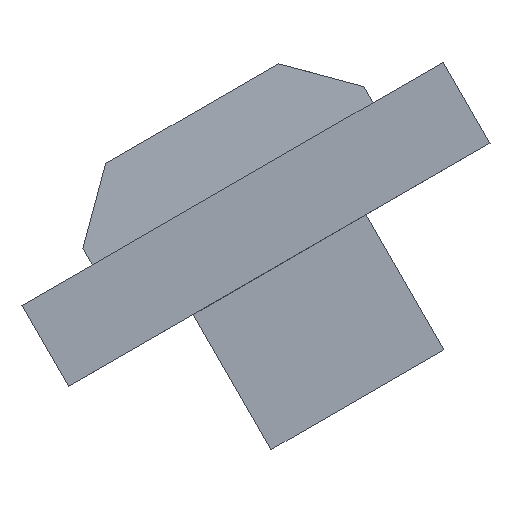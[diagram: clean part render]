
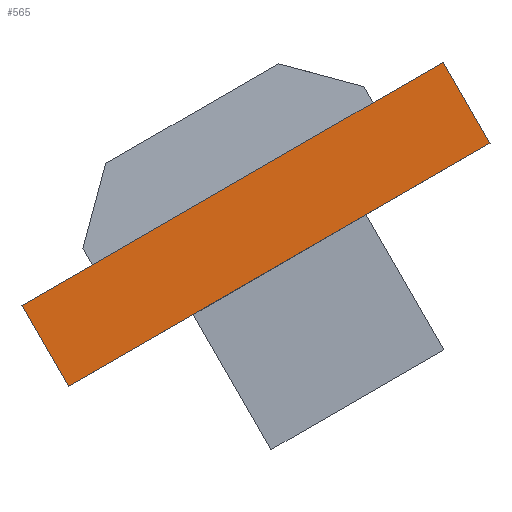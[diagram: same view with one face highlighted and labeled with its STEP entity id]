
A CAD part, front view. The second image highlights one B-rep face of the part: STEP entity #565.
In plain terms, the highlighted planar face has unit normal (0, -1, 0).
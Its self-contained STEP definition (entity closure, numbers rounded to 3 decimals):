
#19=FACE_OUTER_BOUND('',#50,.T.);
#50=EDGE_LOOP('',(#383,#384,#385,#386,#387,#388));
#87=LINE('',#804,#167);
#91=LINE('',#812,#171);
#92=LINE('',#814,#172);
#93=LINE('',#816,#173);
#94=LINE('',#818,#174);
#95=LINE('',#819,#175);
#167=VECTOR('',#654,10.);
#171=VECTOR('',#660,10.);
#172=VECTOR('',#661,10.);
#173=VECTOR('',#662,10.);
#174=VECTOR('',#663,10.);
#175=VECTOR('',#664,10.);
#247=VERTEX_POINT('',#802);
#248=VERTEX_POINT('',#803);
#251=VERTEX_POINT('',#811);
#252=VERTEX_POINT('',#813);
#253=VERTEX_POINT('',#815);
#254=VERTEX_POINT('',#817);
#299=EDGE_CURVE('',#247,#248,#87,.T.);
#303=EDGE_CURVE('',#251,#247,#91,.T.);
#304=EDGE_CURVE('',#251,#252,#92,.T.);
#305=EDGE_CURVE('',#252,#253,#93,.T.);
#306=EDGE_CURVE('',#253,#254,#94,.T.);
#307=EDGE_CURVE('',#248,#254,#95,.T.);
#383=ORIENTED_EDGE('',*,*,#299,.F.);
#384=ORIENTED_EDGE('',*,*,#303,.F.);
#385=ORIENTED_EDGE('',*,*,#304,.T.);
#386=ORIENTED_EDGE('',*,*,#305,.T.);
#387=ORIENTED_EDGE('',*,*,#306,.T.);
#388=ORIENTED_EDGE('',*,*,#307,.F.);
#534=PLANE('',#610);
#565=ADVANCED_FACE('',(#19),#534,.F.);
#610=AXIS2_PLACEMENT_3D('',#810,#658,#659);
#654=DIRECTION('',(0.5,0.,-0.866));
#658=DIRECTION('center_axis',(0.,1.,0.));
#659=DIRECTION('ref_axis',(0.5,0.,-0.866));
#660=DIRECTION('',(0.866,0.,0.5));
#661=DIRECTION('',(-0.866,0.,-0.5));
#662=DIRECTION('',(-0.866,0.,-0.5));
#663=DIRECTION('',(0.5,0.,-0.866));
#664=DIRECTION('',(-0.866,0.,-0.5));
#802=CARTESIAN_POINT('',(-99.96,-11.566,8.332));
#803=CARTESIAN_POINT('',(-98.46,-11.566,5.734));
#804=CARTESIAN_POINT('',(-99.21,-11.566,7.033));
#810=CARTESIAN_POINT('Origin',(-103.942,-11.566,6.033));
#811=CARTESIAN_POINT('',(-102.21,-11.566,7.033));
#812=CARTESIAN_POINT('',(-102.514,-11.566,6.858));
#813=CARTESIAN_POINT('',(-111.217,-11.566,1.833));
#814=CARTESIAN_POINT('',(-103.942,-11.566,6.033));
#815=CARTESIAN_POINT('',(-113.467,-11.566,0.534));
#816=CARTESIAN_POINT('',(-108.142,-11.566,3.609));
#817=CARTESIAN_POINT('',(-111.967,-11.566,-2.064));
#818=CARTESIAN_POINT('',(-112.717,-11.566,-0.765));
#819=CARTESIAN_POINT('',(-102.442,-11.566,3.435));
